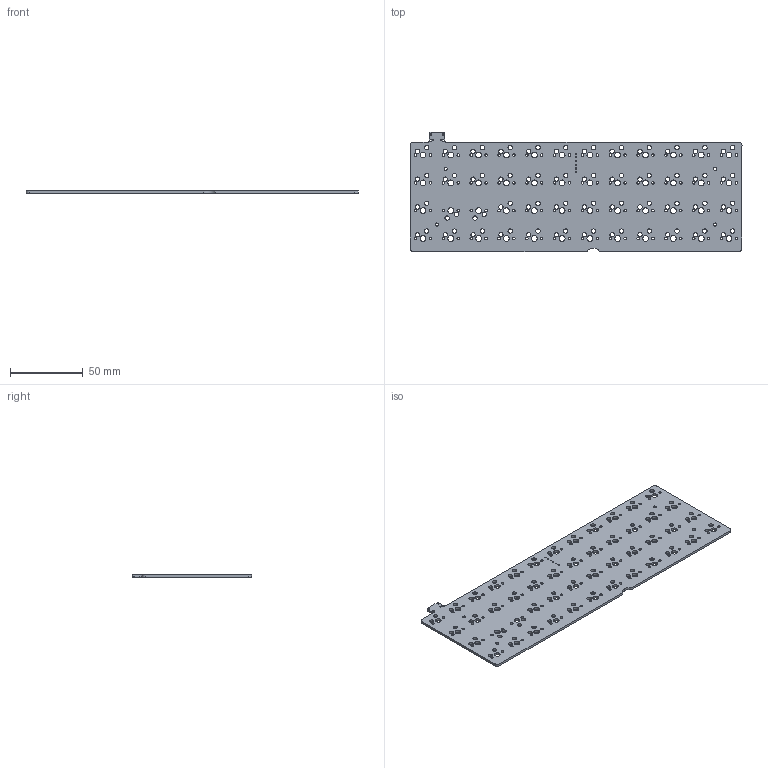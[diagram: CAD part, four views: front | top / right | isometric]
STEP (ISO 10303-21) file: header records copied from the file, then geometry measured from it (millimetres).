
FILE_DESCRIPTION(('KiCad electronic assembly'),'2;1');
FILE_NAME('pcb.step','2022-06-12T16:42:30',('Pcbnew'),('Kicad'), 'Open CASCADE STEP processor 7.6','KiCad to STEP converter','Unknown' );
FILE_SCHEMA(('AUTOMOTIVE_DESIGN { 1 0 10303 214 1 1 1 1 }'));
Length unit declared in the file: millimetre
Products named in the file (2): pcb 1; pcb PCB
Assembly tree (1 placements, depth 2):
  pcb 1
    pcb PCB
Bounding box: 227.41 x 81.56 x 1.6 mm (x, y, z)
Volume: 24924.4 mm3; surface area: 35491.3 mm2
Topology: 1 solids, 1 shells, 288 faces, 858 edges, 572 vertices
Faces by surface type: cylinder 269, plane 19
Full cylindrical faces by diameter (mm): 0.65 x2, 0.813 x6, 1.75 x96, 2.2 x4, 3 x96, 3.988 x48
Entity records: 22225 total; most frequent: DIRECTION 3692, CARTESIAN_POINT 3436, ORIENTED_EDGE 1716, PCURVE 1716, DEFINITIONAL_REPRESENTATION 1716, LINE 1498, VECTOR 1498, CIRCLE 1076
